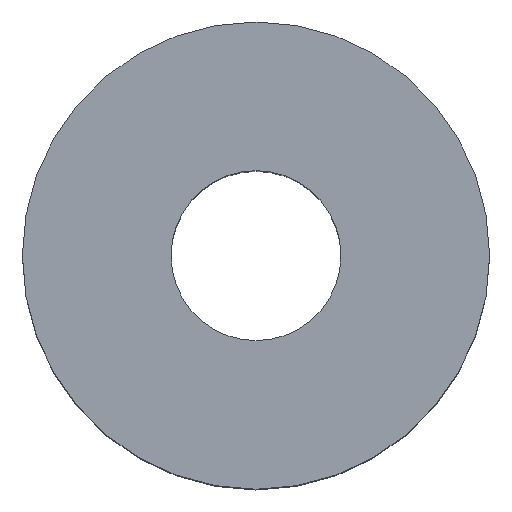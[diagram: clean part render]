
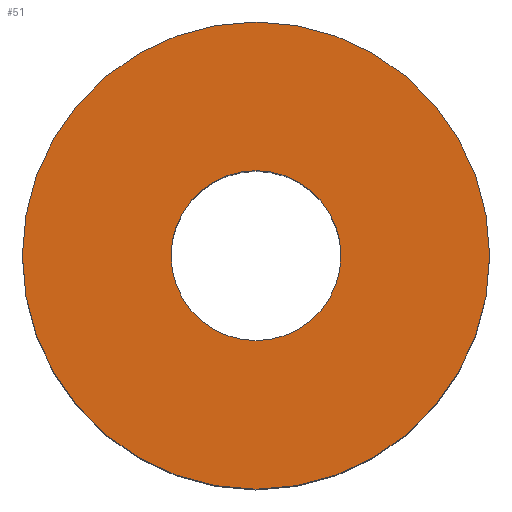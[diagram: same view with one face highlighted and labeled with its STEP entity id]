
A CAD part, top view. The second image highlights one B-rep face of the part: STEP entity #51.
In plain terms, the highlighted planar face has unit normal (0, 0, 1).
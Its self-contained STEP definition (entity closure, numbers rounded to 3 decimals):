
#51=ADVANCED_FACE('',(#68,#69),#57,.T.);
#57=PLANE('',#144);
#68=FACE_BOUND('',#84,.T.);
#69=FACE_BOUND('',#85,.T.);
#84=EDGE_LOOP('',(#100));
#85=EDGE_LOOP('',(#101));
#100=ORIENTED_EDGE('',*,*,#120,.T.);
#101=ORIENTED_EDGE('',*,*,#121,.F.);
#112=VERTEX_POINT('',#200);
#113=VERTEX_POINT('',#202);
#120=EDGE_CURVE('',#112,#112,#128,.T.);
#121=EDGE_CURVE('',#113,#113,#129,.T.);
#128=CIRCLE('',#142,4.);
#129=CIRCLE('',#143,11.);
#142=AXIS2_PLACEMENT_3D('',#199,#171,#172);
#143=AXIS2_PLACEMENT_3D('',#201,#173,#174);
#144=AXIS2_PLACEMENT_3D('',#203,#175,#176);
#171=DIRECTION('',(0.,0.,-1.));
#172=DIRECTION('',(-1.,0.,0.));
#173=DIRECTION('',(0.,0.,-1.));
#174=DIRECTION('',(1.,0.,0.));
#175=DIRECTION('',(0.,0.,1.));
#176=DIRECTION('',(1.,0.,0.));
#199=CARTESIAN_POINT('',(0.,0.,20.));
#200=CARTESIAN_POINT('',(-4.,0.,20.));
#201=CARTESIAN_POINT('',(0.,0.,20.));
#202=CARTESIAN_POINT('',(11.,0.,20.));
#203=CARTESIAN_POINT('',(0.,0.,20.));
